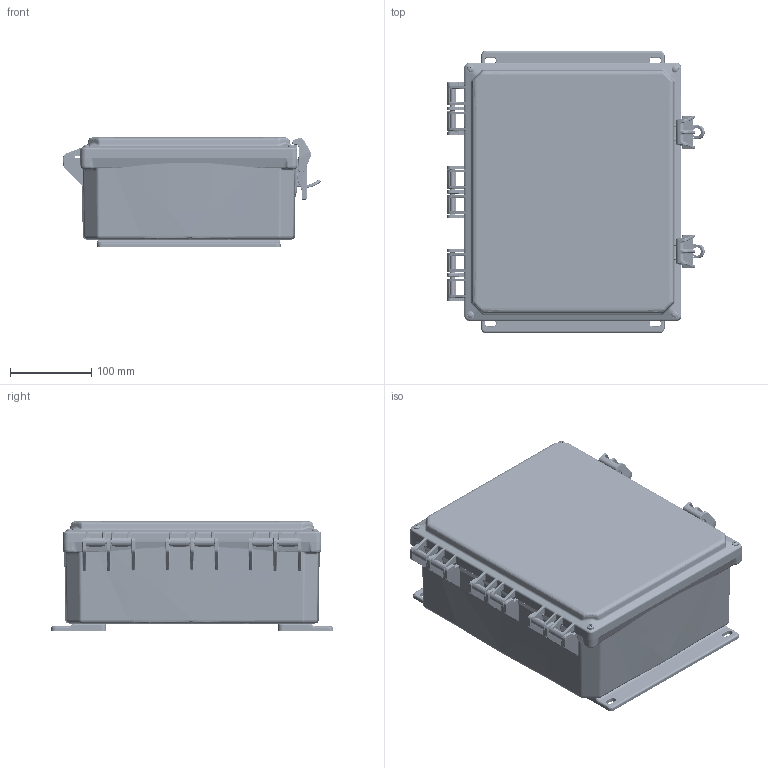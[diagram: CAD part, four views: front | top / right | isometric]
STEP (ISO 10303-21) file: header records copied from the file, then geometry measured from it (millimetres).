
FILE_DESCRIPTION((''),'2;1');
FILE_NAME('H12104HFNL_ASM','2016-12-02T',('tstokes'),(''),'CREO PARAMETRIC BY PTC INC, 2016050','CREO PARAMETRIC BY PTC INC, 2016050','');
FILE_SCHEMA(('CONFIG_CONTROL_DESIGN'));
Products named in the file (15): H12104BH; 9912525-80-10; 9912521-80-10; H12104BH_ASM; H1210CHO; MFLK10; 9912530-82-10; 9912538-82-10; LWRLL-100; UPRLL-100; BMTLL-100; LLPC-100_ASM; 9912576-82-10; 9912568-82-10; H12104HFNL_ASM
Assembly tree (39 placements, depth 3):
  H12104HFNL_ASM
    H12104BH_ASM
      H12104BH
      9912525-80-10  x8
      9912521-80-10  x4
    H1210CHO
    MFLK10  x2
    9912530-82-10  x5
    9912538-82-10  x4
    LLPC-100_ASM  x2
      LWRLL-100
      UPRLL-100
      BMTLL-100
    9912576-82-10  x4
    9912568-82-10  x4
Bounding box: 317.17 x 347.73 x 134.63 mm (x, y, z)
Volume: 1510775.5 mm3; surface area: 794245.5 mm2
Topology: 39 solids, 39 shells, 9585 faces, 24167 edges, 14982 vertices
Faces by surface type: plane 4588, cylinder 2585, bspline 1553, cone 376, sphere 264, torus 132, extrusion 87
Entity records: 226811 total; most frequent: CARTESIAN_POINT 101682, ORIENTED_EDGE 28096, DIRECTION 22428, EDGE_CURVE 14048, VERTEX_POINT 8589, VECTOR 8474, LINE 8387, AXIS2_PLACEMENT_3D 6977
